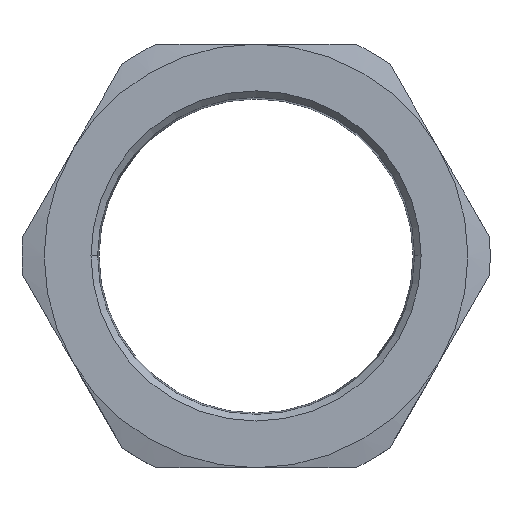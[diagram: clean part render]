
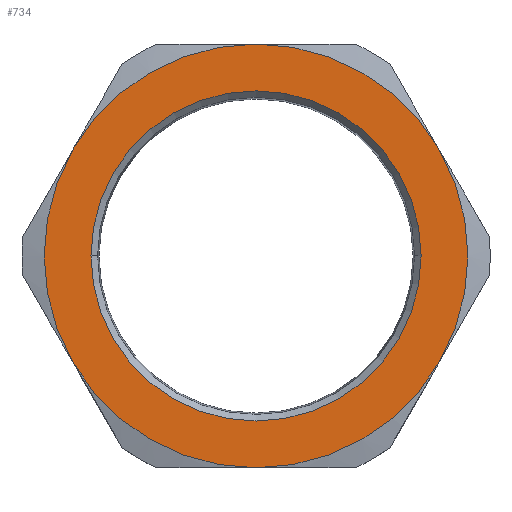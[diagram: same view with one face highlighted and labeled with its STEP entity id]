
A CAD part, top view. The second image highlights one B-rep face of the part: STEP entity #734.
In plain terms, the highlighted planar face has unit normal (0, 0, 1).
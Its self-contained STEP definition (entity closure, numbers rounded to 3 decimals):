
#21 = CIRCLE ( 'NONE', #249, 16.366 ) ;
#23 = EDGE_CURVE ( 'NONE', #359, #369, #145, .T. ) ;
#28 = CIRCLE ( 'NONE', #354, 21. ) ;
#30 = AXIS2_PLACEMENT_3D ( 'NONE', #363, #325, #341 ) ;
#73 = CIRCLE ( 'NONE', #687, 16.366 ) ;
#83 = ORIENTED_EDGE ( 'NONE', *, *, #166, .F. ) ;
#88 = EDGE_CURVE ( 'NONE', #715, #359, #201, .T. ) ;
#112 = EDGE_CURVE ( 'NONE', #804, #634, #204, .T. ) ;
#115 = ORIENTED_EDGE ( 'NONE', *, *, #277, .F. ) ;
#145 = CIRCLE ( 'NONE', #470, 21. ) ;
#164 = AXIS2_PLACEMENT_3D ( 'NONE', #376, #382, #370 ) ;
#166 = EDGE_CURVE ( 'NONE', #369, #822, #228, .T. ) ;
#201 = CIRCLE ( 'NONE', #824, 21. ) ;
#204 = CIRCLE ( 'NONE', #30, 21. ) ;
#227 = AXIS2_PLACEMENT_3D ( 'NONE', #779, #772, #770 ) ;
#228 = CIRCLE ( 'NONE', #227, 21. ) ;
#241 = CARTESIAN_POINT ( 'NONE',  ( 18.187, -10.5, 3. ) ) ;
#249 = AXIS2_PLACEMENT_3D ( 'NONE', #516, #515, #514 ) ;
#261 = CIRCLE ( 'NONE', #648, 21. ) ;
#277 = EDGE_CURVE ( 'NONE', #634, #715, #261, .T. ) ;
#301 = CARTESIAN_POINT ( 'NONE',  ( 0., -21., 3. ) ) ;
#325 = DIRECTION ( 'NONE',  ( 0., 0., -1. ) ) ;
#334 = VERTEX_POINT ( 'NONE', #604 ) ;
#335 = ORIENTED_EDGE ( 'NONE', *, *, #112, .F. ) ;
#341 = DIRECTION ( 'NONE',  ( 0., 1., 0. ) ) ;
#354 = AXIS2_PLACEMENT_3D ( 'NONE', #508, #507, #505 ) ;
#359 = VERTEX_POINT ( 'NONE', #596 ) ;
#363 = CARTESIAN_POINT ( 'NONE',  ( 0., 0., 3. ) ) ;
#369 = VERTEX_POINT ( 'NONE', #577 ) ;
#370 = DIRECTION ( 'NONE',  ( 1., 0., 0. ) ) ;
#376 = CARTESIAN_POINT ( 'NONE',  ( 0., 0., 3. ) ) ;
#379 = PLANE ( 'NONE',  #164 ) ;
#382 = DIRECTION ( 'NONE',  ( 0., 0., 1. ) ) ;
#385 = CARTESIAN_POINT ( 'NONE',  ( -18.187, 10.5, 3. ) ) ;
#419 = ORIENTED_EDGE ( 'NONE', *, *, #494, .F. ) ;
#430 = DIRECTION ( 'NONE',  ( 0., 1., 0. ) ) ;
#431 = DIRECTION ( 'NONE',  ( 0., 0., -1. ) ) ;
#438 = VERTEX_POINT ( 'NONE', #537 ) ;
#449 = CARTESIAN_POINT ( 'NONE',  ( -18.187, -10.5, 3. ) ) ;
#451 = DIRECTION ( 'NONE',  ( 1., 0., 0. ) ) ;
#452 = DIRECTION ( 'NONE',  ( 0., 0., 1. ) ) ;
#453 = CARTESIAN_POINT ( 'NONE',  ( 0., 0., 3. ) ) ;
#470 = AXIS2_PLACEMENT_3D ( 'NONE', #787, #747, #611 ) ;
#481 = CARTESIAN_POINT ( 'NONE',  ( 0., 0., 3. ) ) ;
#494 = EDGE_CURVE ( 'NONE', #438, #334, #21, .T. ) ;
#495 = FACE_OUTER_BOUND ( 'NONE', #749, .T. ) ;
#505 = DIRECTION ( 'NONE',  ( 0., 1., 0. ) ) ;
#507 = DIRECTION ( 'NONE',  ( 0., 0., -1. ) ) ;
#508 = CARTESIAN_POINT ( 'NONE',  ( 0., 0., 3. ) ) ;
#514 = DIRECTION ( 'NONE',  ( 1., 0., 0. ) ) ;
#515 = DIRECTION ( 'NONE',  ( 0., 0., 1. ) ) ;
#516 = CARTESIAN_POINT ( 'NONE',  ( 0., 0., 3. ) ) ;
#518 = EDGE_CURVE ( 'NONE', #822, #804, #28, .T. ) ;
#537 = CARTESIAN_POINT ( 'NONE',  ( -16.366, 0., 3. ) ) ;
#554 = ORIENTED_EDGE ( 'NONE', *, *, #23, .F. ) ;
#577 = CARTESIAN_POINT ( 'NONE',  ( 18.187, 10.5, 3. ) ) ;
#594 = EDGE_CURVE ( 'NONE', #334, #438, #73, .T. ) ;
#596 = CARTESIAN_POINT ( 'NONE',  ( 0., 21., 3. ) ) ;
#604 = CARTESIAN_POINT ( 'NONE',  ( 16.366, 0., 3. ) ) ;
#611 = DIRECTION ( 'NONE',  ( 0., 1., 0. ) ) ;
#634 = VERTEX_POINT ( 'NONE', #449 ) ;
#644 = DIRECTION ( 'NONE',  ( 0., 1., 0. ) ) ;
#645 = DIRECTION ( 'NONE',  ( 0., 0., -1. ) ) ;
#648 = AXIS2_PLACEMENT_3D ( 'NONE', #653, #645, #644 ) ;
#653 = CARTESIAN_POINT ( 'NONE',  ( 0., 0., 3. ) ) ;
#657 = FACE_BOUND ( 'NONE', #667, .T. ) ;
#667 = EDGE_LOOP ( 'NONE', ( #795, #419 ) ) ;
#687 = AXIS2_PLACEMENT_3D ( 'NONE', #453, #452, #451 ) ;
#715 = VERTEX_POINT ( 'NONE', #385 ) ;
#734 = ADVANCED_FACE ( 'NONE', ( #657, #495 ), #379, .T. ) ;
#747 = DIRECTION ( 'NONE',  ( 0., 0., -1. ) ) ;
#749 = EDGE_LOOP ( 'NONE', ( #554, #839, #115, #335, #829, #83 ) ) ;
#770 = DIRECTION ( 'NONE',  ( 0., 1., 0. ) ) ;
#772 = DIRECTION ( 'NONE',  ( 0., 0., -1. ) ) ;
#779 = CARTESIAN_POINT ( 'NONE',  ( 0., 0., 3. ) ) ;
#787 = CARTESIAN_POINT ( 'NONE',  ( 0., 0., 3. ) ) ;
#795 = ORIENTED_EDGE ( 'NONE', *, *, #594, .F. ) ;
#804 = VERTEX_POINT ( 'NONE', #301 ) ;
#822 = VERTEX_POINT ( 'NONE', #241 ) ;
#824 = AXIS2_PLACEMENT_3D ( 'NONE', #481, #431, #430 ) ;
#829 = ORIENTED_EDGE ( 'NONE', *, *, #518, .F. ) ;
#839 = ORIENTED_EDGE ( 'NONE', *, *, #88, .F. ) ;
